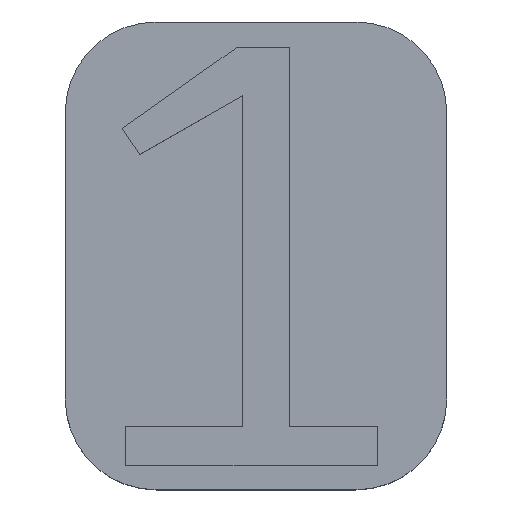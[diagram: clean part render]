
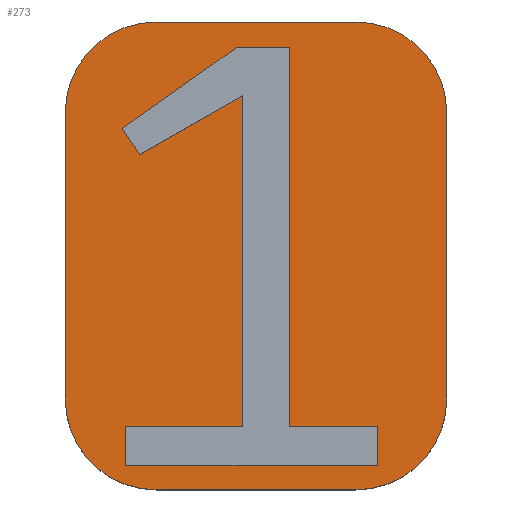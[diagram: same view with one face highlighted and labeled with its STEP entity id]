
A CAD part, top view. The second image highlights one B-rep face of the part: STEP entity #273.
In plain terms, the highlighted planar face has unit normal (0, 0, 1).
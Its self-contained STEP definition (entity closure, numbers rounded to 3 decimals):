
#5 = LINE ( 'NONE', #478, #591 ) ;
#10 = CARTESIAN_POINT ( 'NONE',  ( 0., 8.3, 2.6 ) ) ;
#16 = DIRECTION ( 'NONE',  ( -1., 0., 0. ) ) ;
#17 = DIRECTION ( 'NONE',  ( 0., 0., 1. ) ) ;
#18 = EDGE_CURVE ( 'NONE', #573, #463, #5, .T. ) ;
#19 = CARTESIAN_POINT ( 'NONE',  ( 3.784, 9.742, 2.6 ) ) ;
#20 = CARTESIAN_POINT ( 'NONE',  ( 6.4, 2., 2.6 ) ) ;
#21 = VERTEX_POINT ( 'NONE', #240 ) ;
#22 = CARTESIAN_POINT ( 'NONE',  ( 3.912, 1.385, 2.6 ) ) ;
#29 = LINE ( 'NONE', #19, #522 ) ;
#30 = CARTESIAN_POINT ( 'NONE',  ( 3.912, 8.674, 2.6 ) ) ;
#40 = EDGE_LOOP ( 'NONE', ( #390, #119, #646, #328, #692, #740, #723, #344, #675, #242, #157 ) ) ;
#52 = PLANE ( 'NONE',  #206 ) ;
#60 = DIRECTION ( 'NONE',  ( 0., 0., 1. ) ) ;
#68 = EDGE_CURVE ( 'NONE', #232, #109, #318, .T. ) ;
#72 = EDGE_CURVE ( 'NONE', #727, #114, #703, .T. ) ;
#73 = VECTOR ( 'NONE', #146, 1000. ) ;
#79 = DIRECTION ( 'NONE',  ( 0., 1., 0. ) ) ;
#80 = DIRECTION ( 'NONE',  ( -1., 0., 0. ) ) ;
#85 = AXIS2_PLACEMENT_3D ( 'NONE', #541, #17, #174 ) ;
#89 = DIRECTION ( 'NONE',  ( 0., -1., 0. ) ) ;
#100 = VERTEX_POINT ( 'NONE', #302 ) ;
#102 = CARTESIAN_POINT ( 'NONE',  ( 6.869, 1.385, 2.6 ) ) ;
#109 = VERTEX_POINT ( 'NONE', #707 ) ;
#114 = VERTEX_POINT ( 'NONE', #184 ) ;
#119 = ORIENTED_EDGE ( 'NONE', *, *, #292, .F. ) ;
#120 = CARTESIAN_POINT ( 'NONE',  ( 0., 2., 2.6 ) ) ;
#126 = EDGE_CURVE ( 'NONE', #465, #21, #601, .T. ) ;
#133 = CARTESIAN_POINT ( 'NONE',  ( 3.784, 9.742, 2.6 ) ) ;
#135 = VECTOR ( 'NONE', #89, 1000. ) ;
#141 = LINE ( 'NONE', #22, #567 ) ;
#146 = DIRECTION ( 'NONE',  ( 0., 1., 0. ) ) ;
#147 = VERTEX_POINT ( 'NONE', #666 ) ;
#150 = CARTESIAN_POINT ( 'NONE',  ( 1.254, 7.959, 2.6 ) ) ;
#153 = ORIENTED_EDGE ( 'NONE', *, *, #690, .T. ) ;
#157 = ORIENTED_EDGE ( 'NONE', *, *, #245, .F. ) ;
#158 = EDGE_CURVE ( 'NONE', #476, #218, #306, .T. ) ;
#159 = CARTESIAN_POINT ( 'NONE',  ( 0., 0., 2.6 ) ) ;
#161 = FACE_OUTER_BOUND ( 'NONE', #362, .T. ) ;
#166 = ORIENTED_EDGE ( 'NONE', *, *, #158, .T. ) ;
#172 = VECTOR ( 'NONE', #468, 1000. ) ;
#174 = DIRECTION ( 'NONE',  ( -1., 0., 0. ) ) ;
#183 = VECTOR ( 'NONE', #379, 1000. ) ;
#184 = CARTESIAN_POINT ( 'NONE',  ( 6.869, 0.542, 2.6 ) ) ;
#193 = VECTOR ( 'NONE', #356, 1000. ) ;
#203 = CARTESIAN_POINT ( 'NONE',  ( 0., 0., 2.6 ) ) ;
#206 = AXIS2_PLACEMENT_3D ( 'NONE', #400, #455, #743 ) ;
#210 = EDGE_CURVE ( 'NONE', #331, #727, #663, .T. ) ;
#217 = EDGE_CURVE ( 'NONE', #463, #629, #427, .T. ) ;
#218 = VERTEX_POINT ( 'NONE', #556 ) ;
#223 = AXIS2_PLACEMENT_3D ( 'NONE', #473, #60, #650 ) ;
#232 = VERTEX_POINT ( 'NONE', #548 ) ;
#240 = CARTESIAN_POINT ( 'NONE',  ( 2., 0., 2.6 ) ) ;
#242 = ORIENTED_EDGE ( 'NONE', *, *, #571, .F. ) ;
#243 = CARTESIAN_POINT ( 'NONE',  ( 6.4, 0., 2.6 ) ) ;
#245 = EDGE_CURVE ( 'NONE', #749, #100, #267, .T. ) ;
#247 = DIRECTION ( 'NONE',  ( -1., 0., 0. ) ) ;
#252 = DIRECTION ( 'NONE',  ( 0.553, -0.833, 0. ) ) ;
#267 = LINE ( 'NONE', #716, #73 ) ;
#268 = FACE_BOUND ( 'NONE', #40, .T. ) ;
#271 = CIRCLE ( 'NONE', #419, 2. ) ;
#273 = ADVANCED_FACE ( 'NONE', ( #161, #268 ), #52, .F. ) ;
#278 = CARTESIAN_POINT ( 'NONE',  ( 1.334, 1.385, 2.6 ) ) ;
#292 = EDGE_CURVE ( 'NONE', #114, #326, #748, .T. ) ;
#294 = CARTESIAN_POINT ( 'NONE',  ( 6.869, 0.542, 2.6 ) ) ;
#295 = EDGE_CURVE ( 'NONE', #21, #476, #523, .T. ) ;
#302 = CARTESIAN_POINT ( 'NONE',  ( 4.931, 9.742, 2.6 ) ) ;
#303 = LINE ( 'NONE', #537, #172 ) ;
#306 = CIRCLE ( 'NONE', #731, 2. ) ;
#313 = LINE ( 'NONE', #369, #431 ) ;
#318 = CIRCLE ( 'NONE', #223, 2. ) ;
#322 = DIRECTION ( 'NONE',  ( -1., 0., 0. ) ) ;
#326 = VERTEX_POINT ( 'NONE', #102 ) ;
#328 = ORIENTED_EDGE ( 'NONE', *, *, #210, .F. ) ;
#330 = DIRECTION ( 'NONE',  ( -1., 0., 0. ) ) ;
#331 = VERTEX_POINT ( 'NONE', #339 ) ;
#337 = ORIENTED_EDGE ( 'NONE', *, *, #494, .T. ) ;
#339 = CARTESIAN_POINT ( 'NONE',  ( 1.334, 1.385, 2.6 ) ) ;
#340 = ORIENTED_EDGE ( 'NONE', *, *, #126, .T. ) ;
#344 = ORIENTED_EDGE ( 'NONE', *, *, #18, .F. ) ;
#348 = DIRECTION ( 'NONE',  ( 0., 1., 0. ) ) ;
#354 = EDGE_CURVE ( 'NONE', #147, #331, #464, .T. ) ;
#356 = DIRECTION ( 'NONE',  ( -0.818, -0.576, 0. ) ) ;
#362 = EDGE_LOOP ( 'NONE', ( #153, #340, #590, #166, #424, #394, #337, #730 ) ) ;
#369 = CARTESIAN_POINT ( 'NONE',  ( 4.931, 1.385, 2.6 ) ) ;
#379 = DIRECTION ( 'NONE',  ( 0., -1., 0. ) ) ;
#388 = CARTESIAN_POINT ( 'NONE',  ( 1.334, 0.542, 2.6 ) ) ;
#390 = ORIENTED_EDGE ( 'NONE', *, *, #648, .F. ) ;
#394 = ORIENTED_EDGE ( 'NONE', *, *, #68, .T. ) ;
#399 = CARTESIAN_POINT ( 'NONE',  ( 4.931, 1.385, 2.6 ) ) ;
#400 = CARTESIAN_POINT ( 'NONE',  ( 0., 0., 2.6 ) ) ;
#416 = CARTESIAN_POINT ( 'NONE',  ( 1.254, 7.959, 2.6 ) ) ;
#419 = AXIS2_PLACEMENT_3D ( 'NONE', #655, #696, #247 ) ;
#424 = ORIENTED_EDGE ( 'NONE', *, *, #647, .T. ) ;
#425 = CARTESIAN_POINT ( 'NONE',  ( 8.4, 0., 2.6 ) ) ;
#427 = LINE ( 'NONE', #30, #579 ) ;
#429 = LINE ( 'NONE', #203, #183 ) ;
#431 = VECTOR ( 'NONE', #322, 1000. ) ;
#432 = DIRECTION ( 'NONE',  ( 0., 0., 1. ) ) ;
#433 = EDGE_CURVE ( 'NONE', #638, #573, #653, .T. ) ;
#438 = VERTEX_POINT ( 'NONE', #10 ) ;
#455 = DIRECTION ( 'NONE',  ( 0., 0., -1. ) ) ;
#458 = VECTOR ( 'NONE', #330, 1000. ) ;
#463 = VERTEX_POINT ( 'NONE', #649 ) ;
#464 = LINE ( 'NONE', #278, #458 ) ;
#465 = VERTEX_POINT ( 'NONE', #120 ) ;
#468 = DIRECTION ( 'NONE',  ( -1., 0., 0. ) ) ;
#473 = CARTESIAN_POINT ( 'NONE',  ( 6.4, 8.3, 2.6 ) ) ;
#476 = VERTEX_POINT ( 'NONE', #243 ) ;
#478 = CARTESIAN_POINT ( 'NONE',  ( 1.64, 7.377, 2.6 ) ) ;
#479 = VECTOR ( 'NONE', #684, 1000. ) ;
#494 = EDGE_CURVE ( 'NONE', #109, #679, #303, .T. ) ;
#504 = CARTESIAN_POINT ( 'NONE',  ( 6.869, 1.385, 2.6 ) ) ;
#510 = EDGE_CURVE ( 'NONE', #679, #438, #271, .T. ) ;
#522 = VECTOR ( 'NONE', #16, 1000. ) ;
#523 = LINE ( 'NONE', #159, #479 ) ;
#537 = CARTESIAN_POINT ( 'NONE',  ( 0., 10.3, 2.6 ) ) ;
#541 = CARTESIAN_POINT ( 'NONE',  ( 2., 2., 2.6 ) ) ;
#543 = CARTESIAN_POINT ( 'NONE',  ( 3.912, 8.674, 2.6 ) ) ;
#547 = LINE ( 'NONE', #425, #709 ) ;
#548 = CARTESIAN_POINT ( 'NONE',  ( 8.4, 8.3, 2.6 ) ) ;
#555 = CARTESIAN_POINT ( 'NONE',  ( 2., 10.3, 2.6 ) ) ;
#556 = CARTESIAN_POINT ( 'NONE',  ( 8.4, 2., 2.6 ) ) ;
#567 = VECTOR ( 'NONE', #715, 1000. ) ;
#571 = EDGE_CURVE ( 'NONE', #100, #638, #29, .T. ) ;
#573 = VERTEX_POINT ( 'NONE', #150 ) ;
#579 = VECTOR ( 'NONE', #669, 1000. ) ;
#590 = ORIENTED_EDGE ( 'NONE', *, *, #295, .T. ) ;
#591 = VECTOR ( 'NONE', #252, 1000. ) ;
#601 = CIRCLE ( 'NONE', #85, 2. ) ;
#609 = VECTOR ( 'NONE', #348, 1000. ) ;
#629 = VERTEX_POINT ( 'NONE', #543 ) ;
#638 = VERTEX_POINT ( 'NONE', #133 ) ;
#646 = ORIENTED_EDGE ( 'NONE', *, *, #72, .F. ) ;
#647 = EDGE_CURVE ( 'NONE', #218, #232, #547, .T. ) ;
#648 = EDGE_CURVE ( 'NONE', #326, #749, #313, .T. ) ;
#649 = CARTESIAN_POINT ( 'NONE',  ( 1.64, 7.377, 2.6 ) ) ;
#650 = DIRECTION ( 'NONE',  ( -1., 0., 0. ) ) ;
#653 = LINE ( 'NONE', #416, #193 ) ;
#655 = CARTESIAN_POINT ( 'NONE',  ( 2., 8.3, 2.6 ) ) ;
#663 = LINE ( 'NONE', #388, #135 ) ;
#666 = CARTESIAN_POINT ( 'NONE',  ( 3.912, 1.385, 2.6 ) ) ;
#669 = DIRECTION ( 'NONE',  ( 0.868, 0.496, 0. ) ) ;
#675 = ORIENTED_EDGE ( 'NONE', *, *, #433, .F. ) ;
#677 = EDGE_CURVE ( 'NONE', #629, #147, #141, .T. ) ;
#679 = VERTEX_POINT ( 'NONE', #555 ) ;
#684 = DIRECTION ( 'NONE',  ( 1., 0., 0. ) ) ;
#690 = EDGE_CURVE ( 'NONE', #438, #465, #429, .T. ) ;
#692 = ORIENTED_EDGE ( 'NONE', *, *, #354, .F. ) ;
#696 = DIRECTION ( 'NONE',  ( 0., 0., 1. ) ) ;
#701 = DIRECTION ( 'NONE',  ( 1., 0., 0. ) ) ;
#703 = LINE ( 'NONE', #294, #708 ) ;
#707 = CARTESIAN_POINT ( 'NONE',  ( 6.4, 10.3, 2.6 ) ) ;
#708 = VECTOR ( 'NONE', #701, 1000. ) ;
#709 = VECTOR ( 'NONE', #79, 1000. ) ;
#715 = DIRECTION ( 'NONE',  ( 0., -1., 0. ) ) ;
#716 = CARTESIAN_POINT ( 'NONE',  ( 4.931, 9.742, 2.6 ) ) ;
#723 = ORIENTED_EDGE ( 'NONE', *, *, #217, .F. ) ;
#724 = CARTESIAN_POINT ( 'NONE',  ( 1.334, 0.542, 2.6 ) ) ;
#727 = VERTEX_POINT ( 'NONE', #724 ) ;
#730 = ORIENTED_EDGE ( 'NONE', *, *, #510, .T. ) ;
#731 = AXIS2_PLACEMENT_3D ( 'NONE', #20, #432, #80 ) ;
#740 = ORIENTED_EDGE ( 'NONE', *, *, #677, .F. ) ;
#743 = DIRECTION ( 'NONE',  ( -1., 0., 0. ) ) ;
#748 = LINE ( 'NONE', #504, #609 ) ;
#749 = VERTEX_POINT ( 'NONE', #399 ) ;
